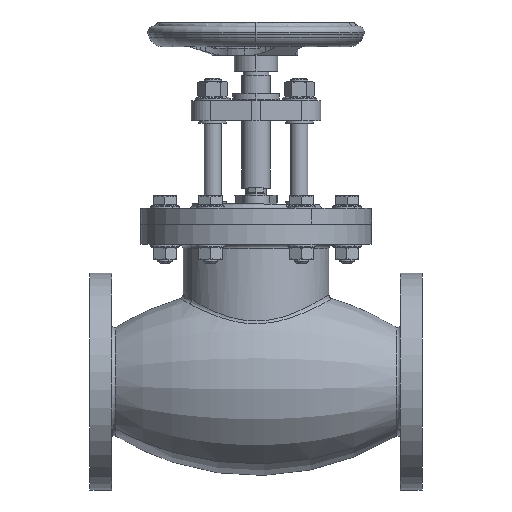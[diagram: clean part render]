
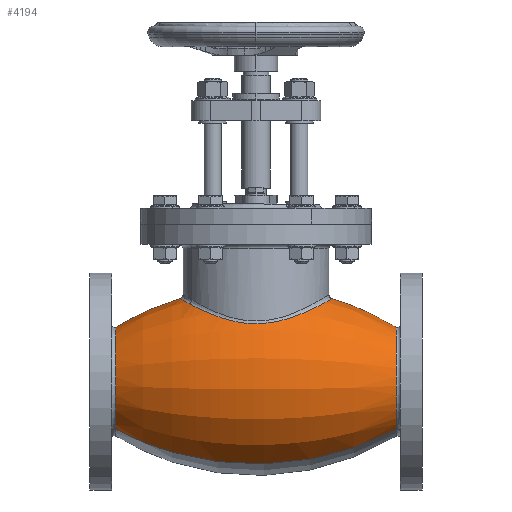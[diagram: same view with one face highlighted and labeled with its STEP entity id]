
A CAD part, left-side view. The second image highlights one B-rep face of the part: STEP entity #4194.
In plain terms, the highlighted face is a revolution surface.
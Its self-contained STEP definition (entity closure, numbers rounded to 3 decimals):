
#4059=CARTESIAN_POINT('Vertex',(0.,96.957,37.73)) ;
#4066=CARTESIAN_POINT('Vertex',(-18.089,96.957,-33.111)) ;
#4069=CARTESIAN_POINT('Axis2P3D Location',(0.,96.957,0.)) ;
#4104=CARTESIAN_POINT('Control Point',(0.,-96.957,-37.73)) ;
#4105=CARTESIAN_POINT('Control Point',(0.,-62.142,-58.997)) ;
#4106=CARTESIAN_POINT('Control Point',(0.,-21.496,-70.728)) ;
#4107=CARTESIAN_POINT('Control Point',(0.,21.496,-70.728)) ;
#4108=CARTESIAN_POINT('Control Point',(0.,62.142,-58.997)) ;
#4109=CARTESIAN_POINT('Control Point',(0.,96.957,-37.73)) ;
#4110=CARTESIAN_POINT('Axis1P Location',(0.,0.,0.)) ;
#4115=CARTESIAN_POINT('Control Point',(0.,-52.651,57.393)) ;
#4116=CARTESIAN_POINT('Control Point',(-4.207,-52.651,57.393)) ;
#4117=CARTESIAN_POINT('Control Point',(-8.415,-52.202,57.14)) ;
#4118=CARTESIAN_POINT('Control Point',(-12.536,-51.304,56.633)) ;
#4119=CARTESIAN_POINT('Control Point',(-20.273,-48.746,55.214)) ;
#4120=CARTESIAN_POINT('Control Point',(-27.217,-44.792,53.128)) ;
#4121=CARTESIAN_POINT('Control Point',(-30.378,-42.567,51.989)) ;
#4122=CARTESIAN_POINT('Control Point',(-36.538,-37.328,49.425)) ;
#4123=CARTESIAN_POINT('Control Point',(-41.536,-31.081,46.739)) ;
#4124=CARTESIAN_POINT('Control Point',(-43.832,-27.545,45.353)) ;
#4125=CARTESIAN_POINT('Control Point',(-47.51,-20.443,42.925)) ;
#4126=CARTESIAN_POINT('Control Point',(-49.829,-12.7,41.171)) ;
#4127=CARTESIAN_POINT('Control Point',(-50.605,-8.926,40.552)) ;
#4128=CARTESIAN_POINT('Control Point',(-51.41,-1.779,39.904)) ;
#4129=CARTESIAN_POINT('Control Point',(-51.022,5.407,40.216)) ;
#4130=CARTESIAN_POINT('Control Point',(-50.586,8.695,40.57)) ;
#4131=CARTESIAN_POINT('Control Point',(-49.291,14.83,41.587)) ;
#4132=CARTESIAN_POINT('Control Point',(-47.149,20.65,43.13)) ;
#4133=CARTESIAN_POINT('Control Point',(-45.95,23.325,43.954)) ;
#4134=CARTESIAN_POINT('Control Point',(-42.149,30.462,46.411)) ;
#4135=CARTESIAN_POINT('Control Point',(-37.057,36.776,49.163)) ;
#4136=CARTESIAN_POINT('Control Point',(-33.307,40.422,50.906)) ;
#4137=CARTESIAN_POINT('Control Point',(-29.079,43.599,52.515)) ;
#4138=CARTESIAN_POINT('Control Point',(-24.449,46.205,53.882)) ;
#4139=CARTESIAN_POINT('Vertex',(0.,-52.651,57.393)) ;
#4141=CARTESIAN_POINT('Vertex',(-24.449,46.205,53.882)) ;
#4145=CARTESIAN_POINT('Control Point',(-24.449,46.205,53.882)) ;
#4146=CARTESIAN_POINT('Control Point',(-20.085,48.662,55.17)) ;
#4147=CARTESIAN_POINT('Control Point',(-15.366,50.612,56.243)) ;
#4148=CARTESIAN_POINT('Control Point',(-10.351,51.972,57.01)) ;
#4149=CARTESIAN_POINT('Control Point',(-5.174,52.651,57.393)) ;
#4150=CARTESIAN_POINT('Control Point',(0.,52.651,57.393)) ;
#4151=CARTESIAN_POINT('Vertex',(0.,52.651,57.393)) ;
#4155=CARTESIAN_POINT('Control Point',(0.,52.651,57.393)) ;
#4156=CARTESIAN_POINT('Control Point',(0.,64.307,53.952)) ;
#4157=CARTESIAN_POINT('Control Point',(0.,75.663,49.497)) ;
#4158=CARTESIAN_POINT('Control Point',(0.,86.586,44.065)) ;
#4159=CARTESIAN_POINT('Control Point',(0.,96.957,37.73)) ;
#4162=CARTESIAN_POINT('Control Point',(-18.089,-96.957,-33.111)) ;
#4163=CARTESIAN_POINT('Control Point',(-28.284,-62.142,-51.774)) ;
#4164=CARTESIAN_POINT('Control Point',(-33.909,-21.496,-62.069)) ;
#4165=CARTESIAN_POINT('Control Point',(-33.909,21.496,-62.069)) ;
#4166=CARTESIAN_POINT('Control Point',(-28.284,62.142,-51.774)) ;
#4167=CARTESIAN_POINT('Control Point',(-18.089,96.957,-33.111)) ;
#4168=CARTESIAN_POINT('Vertex',(-18.089,-96.957,-33.111)) ;
#4171=CARTESIAN_POINT('Axis2P3D Location',(0.,-96.957,0.)) ;
#4175=CARTESIAN_POINT('Vertex',(0.,-96.957,37.73)) ;
#4179=CARTESIAN_POINT('Control Point',(0.,-96.957,37.73)) ;
#4180=CARTESIAN_POINT('Control Point',(0.,-86.586,44.065)) ;
#4181=CARTESIAN_POINT('Control Point',(0.,-75.663,49.497)) ;
#4182=CARTESIAN_POINT('Control Point',(0.,-64.307,53.952)) ;
#4183=CARTESIAN_POINT('Control Point',(0.,-52.651,57.393)) ;
#4070=DIRECTION('Axis2P3D Direction',(0.,1.,0.)) ;
#4111=DIRECTION('Axis1P Direction',(0.,1.,0.)) ;
#4172=DIRECTION('Axis2P3D Direction',(0.,1.,0.)) ;
#4071=AXIS2_PLACEMENT_3D('Circle Axis2P3D',#4069,#4070,$) ;
#4173=AXIS2_PLACEMENT_3D('Circle Axis2P3D',#4171,#4172,$) ;
#4186=ORIENTED_EDGE('',*,*,#4143,.T.) ;
#4187=ORIENTED_EDGE('',*,*,#4153,.T.) ;
#4188=ORIENTED_EDGE('',*,*,#4160,.T.) ;
#4189=ORIENTED_EDGE('',*,*,#4073,.F.) ;
#4190=ORIENTED_EDGE('',*,*,#4170,.F.) ;
#4191=ORIENTED_EDGE('',*,*,#4177,.T.) ;
#4192=ORIENTED_EDGE('',*,*,#4184,.T.) ;
#4194=ADVANCED_FACE('PartBody',(#4193),#4113,.T.) ;
#4112=AXIS1_PLACEMENT('Revolution Surface Axis1P',#4110,#4111) ;
#4103=B_SPLINE_CURVE_WITH_KNOTS('',5,(#4104,#4105,#4106,#4107,#4108,#4109),.UNSPECIFIED.,.F.,.U.,(6,6),(774.512,978.497),.UNSPECIFIED.) ;
#4114=B_SPLINE_CURVE_WITH_KNOTS('',5,(#4115,#4116,#4117,#4118,#4119,#4120,#4121,#4122,#4123,#4124,#4125,#4126,#4127,#4128,#4129,#4130,#4131,#4132,#4133,#4134,#4135,#4136,#4137,#4138),.UNSPECIFIED.,.F.,.U.,(6,3,3,3,3,3,3,6),(44.281,72.363,99.147,129.017,155.751,178.698,199.417,236.074),.UNSPECIFIED.) ;
#4144=B_SPLINE_CURVE_WITH_KNOTS('',5,(#4145,#4146,#4147,#4148,#4149,#4150),.UNSPECIFIED.,.F.,.U.,(6,6),(0.,34.541),.UNSPECIFIED.) ;
#4154=B_SPLINE_CURVE_WITH_KNOTS('',4,(#4155,#4156,#4157,#4158,#4159),.UNSPECIFIED.,.F.,.U.,(5,5),(219.73,288.478),.UNSPECIFIED.) ;
#4161=B_SPLINE_CURVE_WITH_KNOTS('',5,(#4162,#4163,#4164,#4165,#4166,#4167),.UNSPECIFIED.,.F.,.U.,(6,6),(774.512,978.497),.UNSPECIFIED.) ;
#4178=B_SPLINE_CURVE_WITH_KNOTS('',4,(#4179,#4180,#4181,#4182,#4183),.UNSPECIFIED.,.F.,.U.,(5,5),(0.,68.747),.UNSPECIFIED.) ;
#4072=CIRCLE('generated circle',#4071,37.73) ;
#4174=CIRCLE('generated circle',#4173,37.73) ;
#4073=EDGE_CURVE('',#4067,#4060,#4072,.T.) ;
#4143=EDGE_CURVE('',#4140,#4142,#4114,.T.) ;
#4153=EDGE_CURVE('',#4142,#4152,#4144,.T.) ;
#4160=EDGE_CURVE('',#4152,#4060,#4154,.T.) ;
#4170=EDGE_CURVE('',#4169,#4067,#4161,.T.) ;
#4177=EDGE_CURVE('',#4169,#4176,#4174,.T.) ;
#4184=EDGE_CURVE('',#4176,#4140,#4178,.T.) ;
#4185=EDGE_LOOP('',(#4186,#4187,#4188,#4189,#4190,#4191,#4192)) ;
#4193=FACE_OUTER_BOUND('',#4185,.T.) ;
#4113=SURFACE_OF_REVOLUTION('Surface of Revolution',#4103,#4112) ;
#4060=VERTEX_POINT('',#4059) ;
#4067=VERTEX_POINT('',#4066) ;
#4140=VERTEX_POINT('',#4139) ;
#4142=VERTEX_POINT('',#4141) ;
#4152=VERTEX_POINT('',#4151) ;
#4169=VERTEX_POINT('',#4168) ;
#4176=VERTEX_POINT('',#4175) ;
